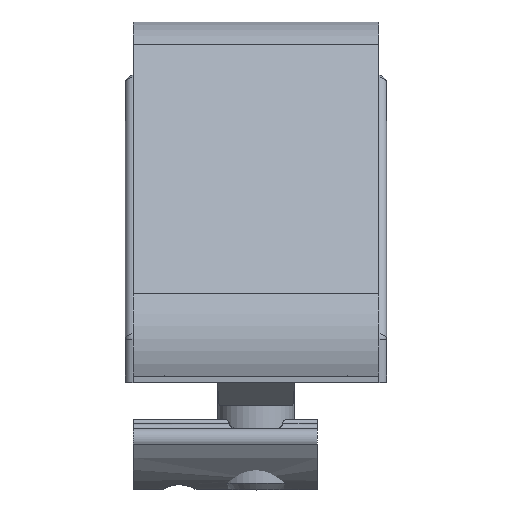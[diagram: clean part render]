
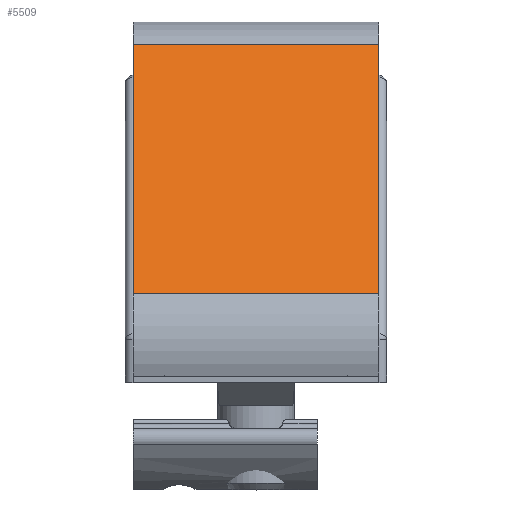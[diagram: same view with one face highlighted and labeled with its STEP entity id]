
A CAD part, top view. The second image highlights one B-rep face of the part: STEP entity #5509.
In plain terms, the highlighted face is planar.
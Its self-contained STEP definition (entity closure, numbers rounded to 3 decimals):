
#254=PLANE('',#6288);
#605=FACE_OUTER_BOUND('',#934,.T.);
#934=EDGE_LOOP('',(#4877,#4878,#4879,#4880));
#1370=LINE('',#9868,#1844);
#1396=LINE('',#9934,#1870);
#1397=LINE('',#9937,#1871);
#1398=LINE('',#9938,#1872);
#1844=VECTOR('',#7832,1.);
#1870=VECTOR('',#7890,1.);
#1871=VECTOR('',#7895,1.);
#1872=VECTOR('',#7896,1.);
#2643=VERTEX_POINT('',#9861);
#2646=VERTEX_POINT('',#9866);
#2669=VERTEX_POINT('',#9931);
#2670=VERTEX_POINT('',#9933);
#3395=EDGE_CURVE('',#2646,#2643,#1370,.T.);
#3429=EDGE_CURVE('',#2670,#2669,#1396,.T.);
#3431=EDGE_CURVE('',#2669,#2643,#1397,.T.);
#3432=EDGE_CURVE('',#2670,#2646,#1398,.T.);
#4877=ORIENTED_EDGE('',*,*,#3431,.T.);
#4878=ORIENTED_EDGE('',*,*,#3395,.F.);
#4879=ORIENTED_EDGE('',*,*,#3432,.F.);
#4880=ORIENTED_EDGE('',*,*,#3429,.T.);
#5509=ADVANCED_FACE('',(#605),#254,.F.);
#6288=AXIS2_PLACEMENT_3D('',#9936,#7893,#7894);
#7832=DIRECTION('',(0.,0.,-1.));
#7890=DIRECTION('',(0.,0.,-1.));
#7893=DIRECTION('center_axis',(0.,-1.,0.));
#7894=DIRECTION('ref_axis',(0.,0.,-1.));
#7895=DIRECTION('',(-1.,0.,0.));
#7896=DIRECTION('',(-1.,0.,0.));
#9861=CARTESIAN_POINT('',(-0.012,0.,-0.008));
#9866=CARTESIAN_POINT('',(-0.012,0.,0.008));
#9868=CARTESIAN_POINT('',(-0.012,0.,0.008));
#9931=CARTESIAN_POINT('',(0.012,0.,-0.008));
#9933=CARTESIAN_POINT('',(0.012,0.,0.008));
#9934=CARTESIAN_POINT('',(0.012,0.,0.008));
#9936=CARTESIAN_POINT('Origin',(0.012,0.,0.008));
#9937=CARTESIAN_POINT('',(0.012,0.,-0.008));
#9938=CARTESIAN_POINT('',(0.012,0.,0.008));
